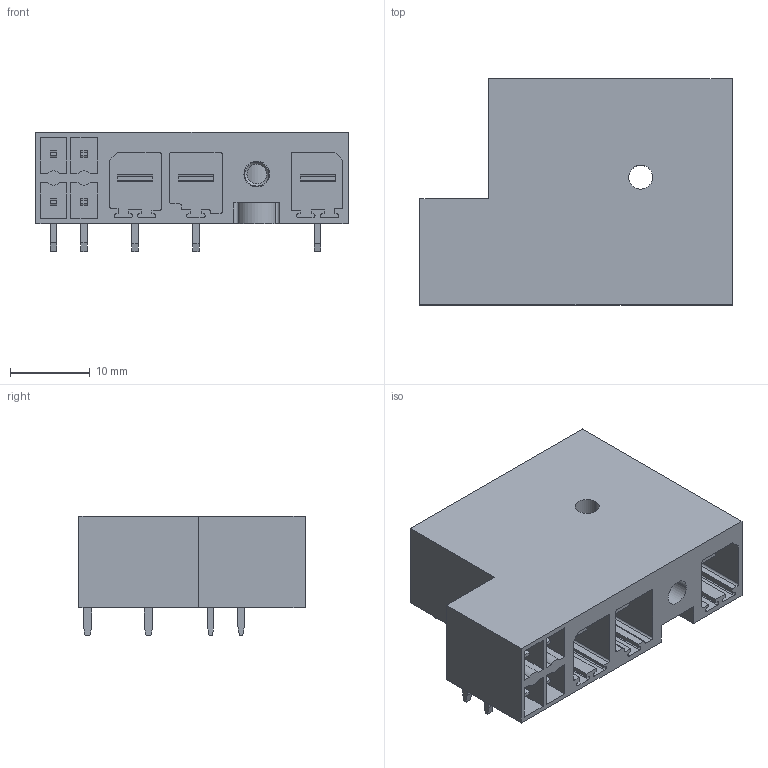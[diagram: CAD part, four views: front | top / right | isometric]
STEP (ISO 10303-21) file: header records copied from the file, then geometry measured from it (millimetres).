
FILE_DESCRIPTION(('CATIA V5 STEP Exchange'),'2;1');
FILE_NAME ('D1449433_0_1156190000_1156190000.stp','2018-11-27T10:39:32+00:00',('none'),('Weidmueller'),'CATIA Version 5-6 Release 2014','CATIA V5 STEP AP203','none');
FILE_SCHEMA(('CONFIG_CONTROL_DESIGN'));
Length unit declared in the file: millimetre
Products named in the file (1): 1156190000
Bounding box: 39.07 x 28.3 x 14.9 mm (x, y, z)
Volume: 7891.3 mm3; surface area: 7691.8 mm2
Topology: 9 solids, 9 shells, 371 faces, 1034 edges, 685 vertices
Faces by surface type: plane 320, cylinder 49, cone 2
Entity records: 9756 total; most frequent: ORIENTED_EDGE 2068, CARTESIAN_POINT 1635, DIRECTION 1225, EDGE_CURVE 897, VECTOR 809, LINE 809, VERTEX_POINT 573, EDGE_LOOP 401
